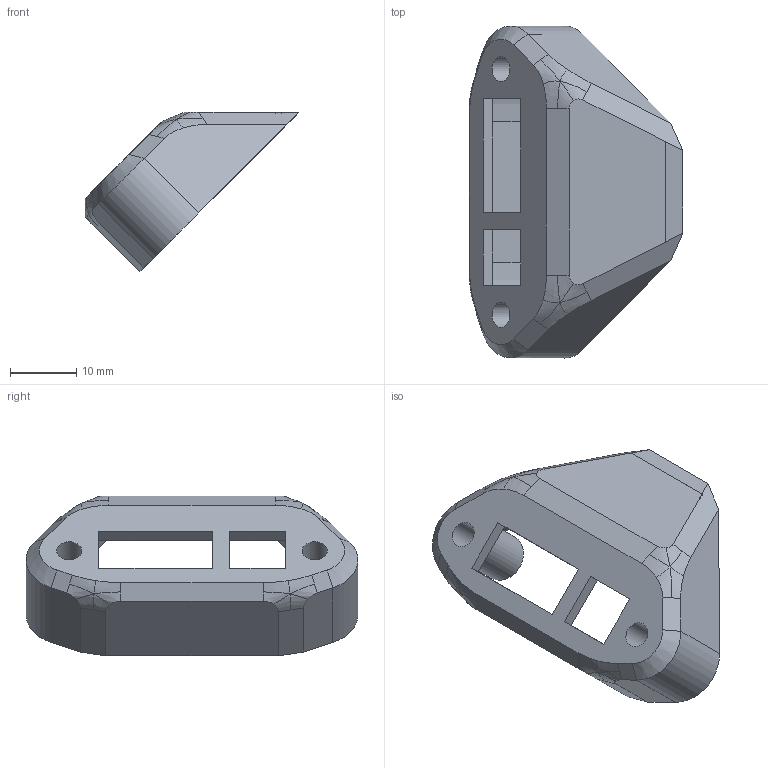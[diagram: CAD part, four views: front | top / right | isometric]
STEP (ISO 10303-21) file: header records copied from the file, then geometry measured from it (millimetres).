
FILE_DESCRIPTION(/* description */ (''),/* implementation_level */ '2;1');
FILE_NAME(/* name */ 'Proximity-Sensor-Cap.step',/* time_stamp */ '2023-03-12T16:25:03+02:00',/* author */ (''),/* organization */ (''),/* preprocessor_version */ 'ST-DEVELOPER v19.2',/* originating_system */ 'Autodesk Translation Framework v11.17.0.187',/* authorisation */ '');
FILE_SCHEMA (('AUTOMOTIVE_DESIGN { 1 0 10303 214 3 1 1 }'));
Length unit declared in the file: millimetre
Products named in the file (2): Printed Files; Distance Sensor Cap(Mirror) (1)
Assembly tree (1 placements, depth 2):
  Printed Files
    Distance Sensor Cap(Mirror) (1)
Bounding box: 32.19 x 50 x 24.08 mm (x, y, z)
Volume: 4195 mm3; surface area: 5587.7 mm2
Topology: 1 solids, 1 shells, 92 faces, 247 edges, 158 vertices
Faces by surface type: plane 48, bspline 28, cylinder 14, cone 2
Full cylindrical faces by diameter (mm): 3.8 x2, 7.1 x2
Entity records: 5146 total; most frequent: CARTESIAN_POINT 2867, ORIENTED_EDGE 494, DIRECTION 405, EDGE_CURVE 247, LINE 159, VECTOR 159, VERTEX_POINT 158, AXIS2_PLACEMENT_3D 123
